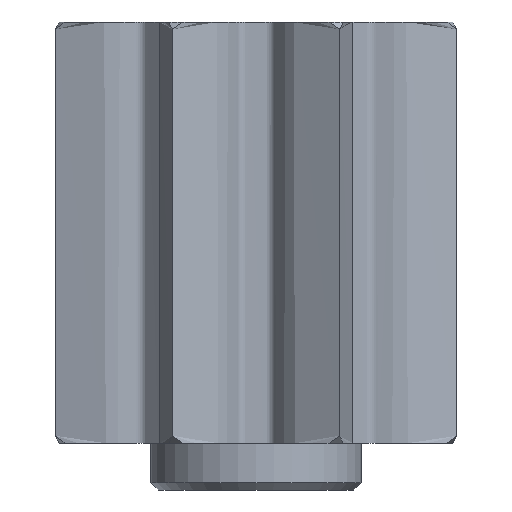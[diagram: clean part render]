
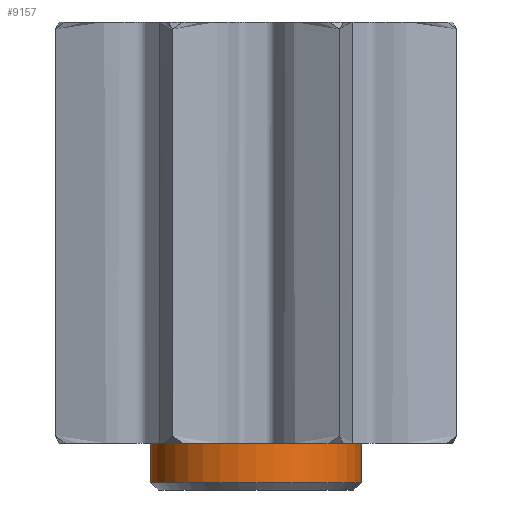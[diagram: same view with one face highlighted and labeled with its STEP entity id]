
A CAD part, front view. The second image highlights one B-rep face of the part: STEP entity #9157.
In plain terms, the highlighted cylindrical face has radius 3.572 mm (diameter 7.144 mm), a partial arc.
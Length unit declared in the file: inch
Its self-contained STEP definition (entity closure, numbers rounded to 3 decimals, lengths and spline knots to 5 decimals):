
#472 = VERTEX_POINT ( 'NONE', #9364 ) ;
#479 = FACE_OUTER_BOUND ( 'NONE', #11134, .T. ) ;
#678 = DIRECTION ( 'NONE',  ( 0., 0., -1. ) ) ;
#1018 = AXIS2_PLACEMENT_3D ( 'NONE', #8766, #2801, #6948 ) ;
#2233 = CARTESIAN_POINT ( 'NONE',  ( 0.14063, 0., -0.30266 ) ) ;
#2421 = VERTEX_POINT ( 'NONE', #9011 ) ;
#2801 = DIRECTION ( 'NONE',  ( 0., 0., 1. ) ) ;
#2992 = DIRECTION ( 'NONE',  ( 0., 0., -1. ) ) ;
#3060 = VECTOR ( 'NONE', #2992, 39.37008 ) ;
#3180 = EDGE_CURVE ( 'NONE', #10011, #2421, #12631, .T. ) ;
#3188 = CARTESIAN_POINT ( 'NONE',  ( 0.14063, 0., -0.25 ) ) ;
#3441 = DIRECTION ( 'NONE',  ( 0., 0., -1. ) ) ;
#3617 = ORIENTED_EDGE ( 'NONE', *, *, #6528, .F. ) ;
#3861 = DIRECTION ( 'NONE',  ( 0., 0., -1. ) ) ;
#4331 = CIRCLE ( 'NONE', #1018, 0.14063 ) ;
#4414 = CYLINDRICAL_SURFACE ( 'NONE', #7639, 0.14063 ) ;
#4609 = DIRECTION ( 'NONE',  ( -1., 0., 0. ) ) ;
#4831 = CARTESIAN_POINT ( 'NONE',  ( -0.14063, 0., -0.25 ) ) ;
#5059 = EDGE_CURVE ( 'NONE', #2421, #472, #9761, .T. ) ;
#5621 = VECTOR ( 'NONE', #3861, 39.37008 ) ;
#6252 = VERTEX_POINT ( 'NONE', #2233 ) ;
#6276 = ORIENTED_EDGE ( 'NONE', *, *, #10477, .T. ) ;
#6528 = EDGE_CURVE ( 'NONE', #10011, #6252, #7018, .T. ) ;
#6948 = DIRECTION ( 'NONE',  ( -1., 0., 0. ) ) ;
#7018 = LINE ( 'NONE', #3188, #3060 ) ;
#7639 = AXIS2_PLACEMENT_3D ( 'NONE', #8377, #3441, #10839 ) ;
#8377 = CARTESIAN_POINT ( 'NONE',  ( 0., 0., -0.25 ) ) ;
#8766 = CARTESIAN_POINT ( 'NONE',  ( 0., 0., -0.30266 ) ) ;
#8913 = ORIENTED_EDGE ( 'NONE', *, *, #3180, .T. ) ;
#9011 = CARTESIAN_POINT ( 'NONE',  ( -0.14063, 0., -0.25 ) ) ;
#9157 = ADVANCED_FACE ( 'NONE', ( #479 ), #4414, .T. ) ;
#9364 = CARTESIAN_POINT ( 'NONE',  ( -0.14063, 0., -0.30266 ) ) ;
#9511 = ORIENTED_EDGE ( 'NONE', *, *, #5059, .T. ) ;
#9538 = CARTESIAN_POINT ( 'NONE',  ( 0., 0., -0.25 ) ) ;
#9761 = LINE ( 'NONE', #4831, #5621 ) ;
#10011 = VERTEX_POINT ( 'NONE', #12336 ) ;
#10353 = AXIS2_PLACEMENT_3D ( 'NONE', #9538, #678, #4609 ) ;
#10477 = EDGE_CURVE ( 'NONE', #472, #6252, #4331, .T. ) ;
#10839 = DIRECTION ( 'NONE',  ( -1., 0., 0. ) ) ;
#11134 = EDGE_LOOP ( 'NONE', ( #3617, #8913, #9511, #6276 ) ) ;
#12336 = CARTESIAN_POINT ( 'NONE',  ( 0.14063, 0., -0.25 ) ) ;
#12631 = CIRCLE ( 'NONE', #10353, 0.14063 ) ;
